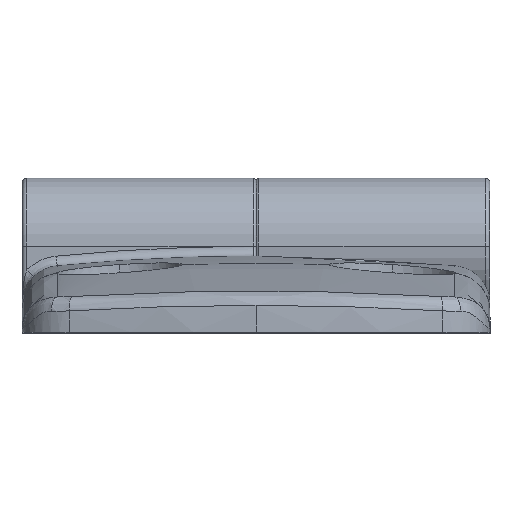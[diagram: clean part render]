
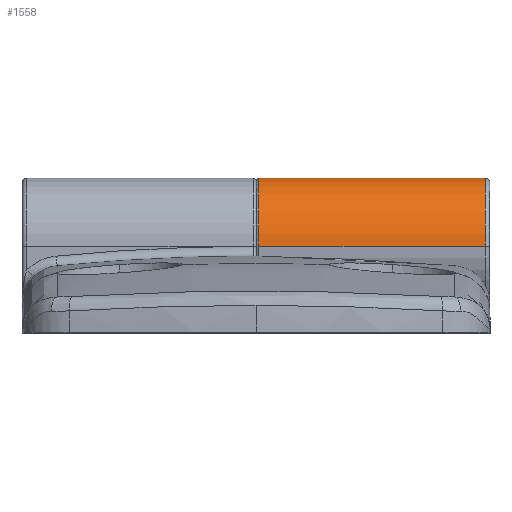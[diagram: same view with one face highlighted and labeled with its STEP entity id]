
A CAD part, top view. The second image highlights one B-rep face of the part: STEP entity #1558.
In plain terms, the highlighted cylindrical face has radius 7 mm (diameter 14 mm), a partial arc.
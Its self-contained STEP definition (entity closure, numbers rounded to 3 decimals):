
#61 = EDGE_CURVE ( 'NONE', #5900, #6087, #3659, .T. ) ;
#93 = ORIENTED_EDGE ( 'NONE', *, *, #5150, .F. ) ;
#110 = AXIS2_PLACEMENT_3D ( 'NONE', #5135, #1413, #5725 ) ;
#194 = AXIS2_PLACEMENT_3D ( 'NONE', #6838, #3149, #7454 ) ;
#285 = EDGE_CURVE ( 'NONE', #6087, #858, #1066, .T. ) ;
#438 = CYLINDRICAL_SURFACE ( 'NONE', #3705, 7. ) ;
#858 = VERTEX_POINT ( 'NONE', #7047 ) ;
#1066 = LINE ( 'NONE', #1995, #7404 ) ;
#1335 = CARTESIAN_POINT ( 'NONE',  ( 0.3, 8.9, 7. ) ) ;
#1401 = CARTESIAN_POINT ( 'NONE',  ( 23.5, 8.9, -7. ) ) ;
#1412 = VERTEX_POINT ( 'NONE', #1335 ) ;
#1413 = DIRECTION ( 'NONE',  ( 1., 0., 0. ) ) ;
#1558 = ADVANCED_FACE ( 'NONE', ( #5350 ), #438, .T. ) ;
#1630 = EDGE_LOOP ( 'NONE', ( #93, #7060, #6744, #2983 ) ) ;
#1995 = CARTESIAN_POINT ( 'NONE',  ( 24., 8.9, -7. ) ) ;
#2053 = DIRECTION ( 'NONE',  ( -1., 0., 0. ) ) ;
#2055 = DIRECTION ( 'NONE',  ( 0., 0., 1. ) ) ;
#2607 = DIRECTION ( 'NONE',  ( -1., 0., 0. ) ) ;
#2983 = ORIENTED_EDGE ( 'NONE', *, *, #6465, .T. ) ;
#3149 = DIRECTION ( 'NONE',  ( -1., 0., 0. ) ) ;
#3659 = CIRCLE ( 'NONE', #194, 7. ) ;
#3705 = AXIS2_PLACEMENT_3D ( 'NONE', #7002, #2607, #2055 ) ;
#3874 = DIRECTION ( 'NONE',  ( -1., 0., 0. ) ) ;
#3919 = CARTESIAN_POINT ( 'NONE',  ( 24., 8.9, 7. ) ) ;
#4649 = CIRCLE ( 'NONE', #110, 7. ) ;
#4685 = VECTOR ( 'NONE', #2053, 1000. ) ;
#5135 = CARTESIAN_POINT ( 'NONE',  ( 0.3, 8.9, 0. ) ) ;
#5150 = EDGE_CURVE ( 'NONE', #5900, #1412, #6294, .T. ) ;
#5348 = CARTESIAN_POINT ( 'NONE',  ( 23.5, 8.9, 7. ) ) ;
#5350 = FACE_OUTER_BOUND ( 'NONE', #1630, .T. ) ;
#5725 = DIRECTION ( 'NONE',  ( 0., 0., -1. ) ) ;
#5900 = VERTEX_POINT ( 'NONE', #5348 ) ;
#6087 = VERTEX_POINT ( 'NONE', #1401 ) ;
#6294 = LINE ( 'NONE', #3919, #4685 ) ;
#6465 = EDGE_CURVE ( 'NONE', #858, #1412, #4649, .T. ) ;
#6744 = ORIENTED_EDGE ( 'NONE', *, *, #285, .T. ) ;
#6838 = CARTESIAN_POINT ( 'NONE',  ( 23.5, 8.9, 0. ) ) ;
#7002 = CARTESIAN_POINT ( 'NONE',  ( 24., 8.9, 0. ) ) ;
#7047 = CARTESIAN_POINT ( 'NONE',  ( 0.3, 8.9, -7. ) ) ;
#7060 = ORIENTED_EDGE ( 'NONE', *, *, #61, .T. ) ;
#7404 = VECTOR ( 'NONE', #3874, 1000. ) ;
#7454 = DIRECTION ( 'NONE',  ( 0., 0., 1. ) ) ;
